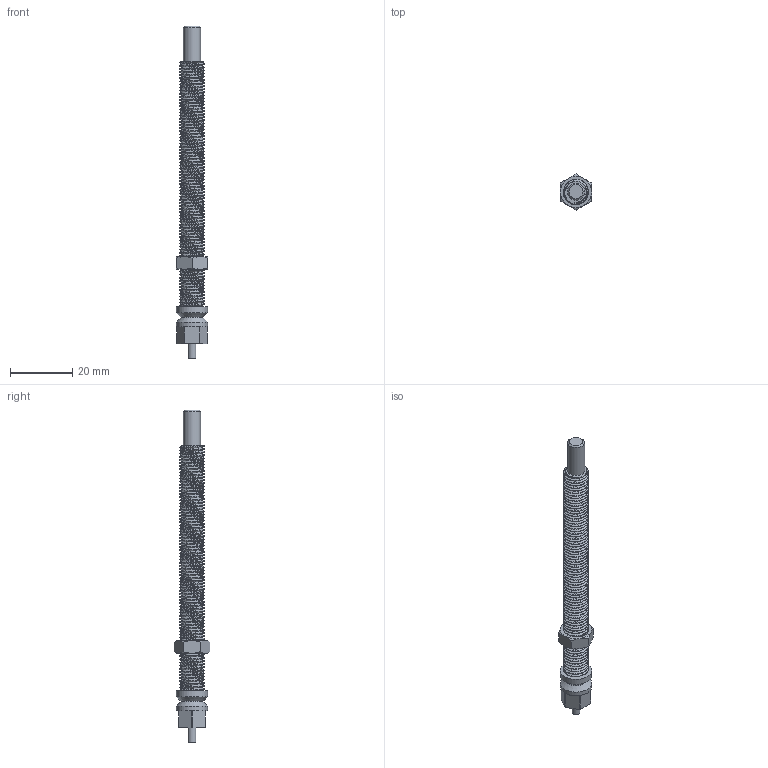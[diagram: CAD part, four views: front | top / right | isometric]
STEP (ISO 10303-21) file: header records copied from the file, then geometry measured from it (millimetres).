
FILE_DESCRIPTION(/* description */ (''),/* implementation_level */ '2;1');
FILE_NAME(/* name */ '7e63baff-6e71-4c0d-b677-6362848c7f6d.stp',/* time_stamp */ '2021-04-20T16:07:48+00:00',/* author */ (''),/* organization */ (''),/* preprocessor_version */ 'ST-DEVELOPER v18.1',/* originating_system */ 'Autodesk Translation Framework v10.6.0.1341',/* authorisation */ '');
FILE_SCHEMA (('AUTOMOTIVE_DESIGN { 1 0 10303 214 3 1 1 }'));
Length unit declared in the file: millimetre
Products named in the file (3): AS 08/80-10; Hex_nut_M8; Screw_M8
Assembly tree (2 placements, depth 2):
  AS 08/80-10
    Hex_nut_M8
    Screw_M8
Bounding box: 10 x 11.55 x 106.5 mm (x, y, z)
Volume: 4518.3 mm3; surface area: 4164.9 mm2
Topology: 2 solids, 2 shells, 232 faces, 658 edges, 434 vertices
Faces by surface type: cylinder 174, plane 38, cone 16, bspline 4
Full cylindrical faces by diameter (mm): 2.5 x1, 5.5 x2, 6.744 x32, 7.035 x2, 7.884 x54, 8.147 x1, 10 x2
Entity records: 16898 total; most frequent: CARTESIAN_POINT 11580, ORIENTED_EDGE 1316, DIRECTION 776, EDGE_CURVE 658, VERTEX_POINT 434, B_SPLINE_CURVE_WITH_KNOTS 346, AXIS2_PLACEMENT_3D 274, EDGE_LOOP 238
